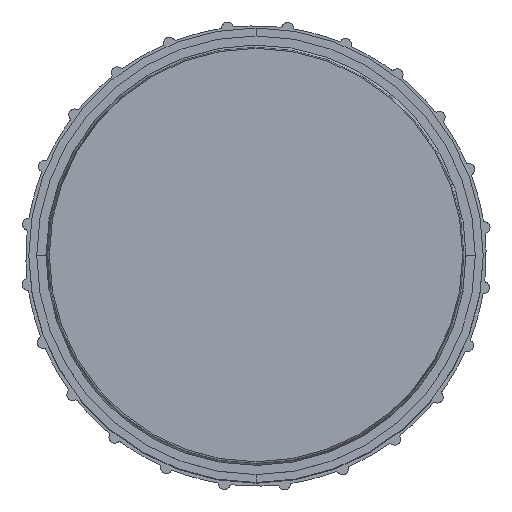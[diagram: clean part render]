
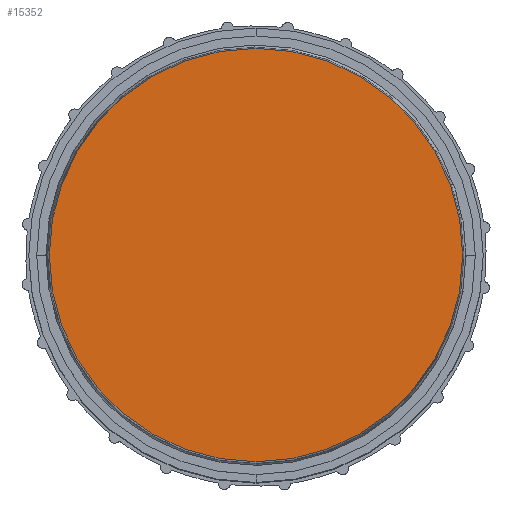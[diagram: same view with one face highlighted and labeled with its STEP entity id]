
A CAD part, top view. The second image highlights one B-rep face of the part: STEP entity #15352.
In plain terms, the highlighted planar face has unit normal (0, 0, 1).
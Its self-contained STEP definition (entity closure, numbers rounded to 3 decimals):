
#2901=CARTESIAN_POINT('',(0.,0.,-2.8));
#2902=DIRECTION('',(0.,0.,1.));
#2903=DIRECTION('',(1.,0.,0.));
#2904=AXIS2_PLACEMENT_3D('',#2901,#2902,#2903);
#2906=CARTESIAN_POINT('',(0.,0.,-2.8));
#2907=DIRECTION('',(0.,0.,1.));
#2908=DIRECTION('',(-1.,0.,0.));
#2909=AXIS2_PLACEMENT_3D('',#2906,#2907,#2908);
#9291=CARTESIAN_POINT('',(-18.192,0.,-2.8));
#9293=VERTEX_POINT('',#9291);
#9295=CARTESIAN_POINT('',(18.192,0.,-2.8));
#9297=VERTEX_POINT('',#9295);
#15343=CARTESIAN_POINT('',(16.375,0.,-2.8));
#15344=DIRECTION('',(0.,0.,1.));
#15345=DIRECTION('',(1.,0.,0.));
#15346=AXIS2_PLACEMENT_3D('',#15343,#15344,#15345);
#15347=PLANE('',#15346);
#15348=ORIENTED_EDGE('',*,*,#15299,.F.);
#15349=ORIENTED_EDGE('',*,*,#15325,.F.);
#15350=EDGE_LOOP('',(#15348,#15349));
#15351=FACE_OUTER_BOUND('',#15350,.F.);
#15352=ADVANCED_FACE('',(#15351),#15347,.T.);
#2905=CIRCLE('',#2904,18.192);
#2910=CIRCLE('',#2909,18.192);
#15299=EDGE_CURVE('',#9297,#9293,#2905,.T.);
#15325=EDGE_CURVE('',#9293,#9297,#2910,.T.);
